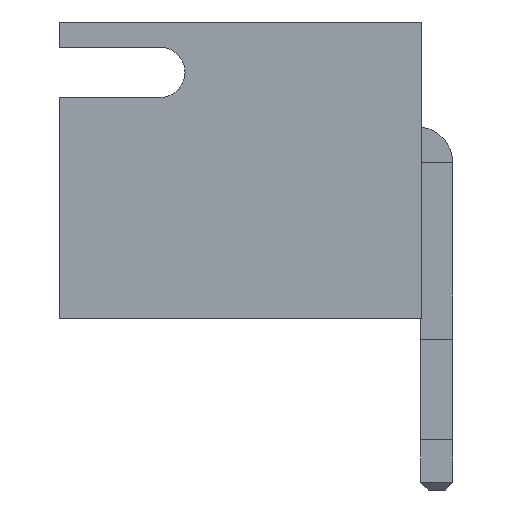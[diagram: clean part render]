
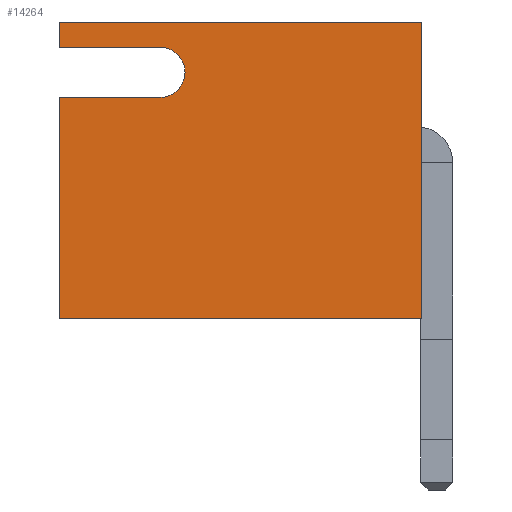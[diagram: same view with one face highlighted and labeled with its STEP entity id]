
A CAD part, left-side view. The second image highlights one B-rep face of the part: STEP entity #14264.
In plain terms, the highlighted planar face has unit normal (-1, 0, 0).
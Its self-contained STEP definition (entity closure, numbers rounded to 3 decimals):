
#748 = VERTEX_POINT ( 'NONE', #18073 ) ;
#1116 = CARTESIAN_POINT ( 'NONE',  ( -3.75, 5.6, 2.45 ) ) ;
#1674 = VERTEX_POINT ( 'NONE', #3759 ) ;
#1947 = DIRECTION ( 'NONE',  ( 0., -1., 0. ) ) ;
#3238 = PLANE ( 'NONE',  #8470 ) ;
#3249 = VERTEX_POINT ( 'NONE', #9586 ) ;
#3449 = VECTOR ( 'NONE', #18206, 1000. ) ;
#3634 = VECTOR ( 'NONE', #4335, 1000. ) ;
#3759 = CARTESIAN_POINT ( 'NONE',  ( -3.75, -3.6, -2.95 ) ) ;
#4088 = DIRECTION ( 'NONE',  ( 0., -1., 0. ) ) ;
#4335 = DIRECTION ( 'NONE',  ( 0., 0., -1. ) ) ;
#4379 = DIRECTION ( 'NONE',  ( -1., 0., 0. ) ) ;
#4798 = EDGE_CURVE ( 'NONE', #11947, #16105, #5572, .T. ) ;
#4826 = VECTOR ( 'NONE', #18516, 1000. ) ;
#4881 = VERTEX_POINT ( 'NONE', #12413 ) ;
#5036 = LINE ( 'NONE', #14138, #7140 ) ;
#5105 = CARTESIAN_POINT ( 'NONE',  ( -3.75, 1.6, 1.95 ) ) ;
#5191 = CARTESIAN_POINT ( 'NONE',  ( -3.75, 5.6, 1.45 ) ) ;
#5231 = ORIENTED_EDGE ( 'NONE', *, *, #12692, .T. ) ;
#5262 = DIRECTION ( 'NONE',  ( 0., 0., -1. ) ) ;
#5572 = LINE ( 'NONE', #1116, #3449 ) ;
#5727 = ORIENTED_EDGE ( 'NONE', *, *, #12669, .F. ) ;
#5884 = LINE ( 'NONE', #19577, #3634 ) ;
#5963 = CARTESIAN_POINT ( 'NONE',  ( -3.75, 1.6, 2.45 ) ) ;
#6022 = ORIENTED_EDGE ( 'NONE', *, *, #15173, .F. ) ;
#6519 = EDGE_CURVE ( 'NONE', #16847, #14313, #9978, .T. ) ;
#6538 = CARTESIAN_POINT ( 'NONE',  ( -3.75, 1.6, 1.45 ) ) ;
#7140 = VECTOR ( 'NONE', #9617, 1000. ) ;
#7684 = CARTESIAN_POINT ( 'NONE',  ( -3.75, 3.6, 2.95 ) ) ;
#7778 = AXIS2_PLACEMENT_3D ( 'NONE', #14137, #19030, #1947 ) ;
#7855 = CARTESIAN_POINT ( 'NONE',  ( -3.75, 3.6, 2.95 ) ) ;
#8158 = CIRCLE ( 'NONE', #11123, 0.5 ) ;
#8308 = LINE ( 'NONE', #19260, #11097 ) ;
#8470 = AXIS2_PLACEMENT_3D ( 'NONE', #7855, #11151, #15829 ) ;
#8671 = EDGE_CURVE ( 'NONE', #14313, #3249, #19860, .T. ) ;
#9516 = CARTESIAN_POINT ( 'NONE',  ( -3.75, 3.6, 1.45 ) ) ;
#9586 = CARTESIAN_POINT ( 'NONE',  ( -3.75, 1.1, 1.95 ) ) ;
#9617 = DIRECTION ( 'NONE',  ( 0., -1., 0. ) ) ;
#9978 = LINE ( 'NONE', #5191, #18331 ) ;
#10495 = LINE ( 'NONE', #7684, #4826 ) ;
#11029 = DIRECTION ( 'NONE',  ( 0., 0., -1. ) ) ;
#11097 = VECTOR ( 'NONE', #5262, 1000. ) ;
#11123 = AXIS2_PLACEMENT_3D ( 'NONE', #5105, #4379, #4088 ) ;
#11151 = DIRECTION ( 'NONE',  ( 1., 0., 0. ) ) ;
#11947 = VERTEX_POINT ( 'NONE', #5963 ) ;
#12413 = CARTESIAN_POINT ( 'NONE',  ( -3.75, 3.6, -2.95 ) ) ;
#12669 = EDGE_CURVE ( 'NONE', #15477, #748, #10495, .T. ) ;
#12692 = EDGE_CURVE ( 'NONE', #4881, #1674, #5036, .T. ) ;
#13273 = CARTESIAN_POINT ( 'NONE',  ( -3.75, 3.6, 2.95 ) ) ;
#13734 = VECTOR ( 'NONE', #11029, 1000. ) ;
#14137 = CARTESIAN_POINT ( 'NONE',  ( -3.75, 1.6, 1.95 ) ) ;
#14138 = CARTESIAN_POINT ( 'NONE',  ( -3.75, 3.6, -2.95 ) ) ;
#14264 = ADVANCED_FACE ( 'NONE', ( #18989 ), #3238, .F. ) ;
#14313 = VERTEX_POINT ( 'NONE', #6538 ) ;
#15173 = EDGE_CURVE ( 'NONE', #3249, #11947, #8158, .T. ) ;
#15261 = EDGE_CURVE ( 'NONE', #15477, #16105, #15610, .T. ) ;
#15477 = VERTEX_POINT ( 'NONE', #13273 ) ;
#15499 = ORIENTED_EDGE ( 'NONE', *, *, #6519, .F. ) ;
#15610 = LINE ( 'NONE', #18759, #13734 ) ;
#15829 = DIRECTION ( 'NONE',  ( 0., 0., -1. ) ) ;
#16105 = VERTEX_POINT ( 'NONE', #17909 ) ;
#16653 = EDGE_LOOP ( 'NONE', ( #19617, #18445, #6022, #19045, #15499, #17725, #5231, #19114, #5727 ) ) ;
#16795 = EDGE_CURVE ( 'NONE', #748, #1674, #5884, .T. ) ;
#16847 = VERTEX_POINT ( 'NONE', #9516 ) ;
#17311 = EDGE_CURVE ( 'NONE', #16847, #4881, #8308, .T. ) ;
#17725 = ORIENTED_EDGE ( 'NONE', *, *, #17311, .T. ) ;
#17760 = DIRECTION ( 'NONE',  ( 0., -1., 0. ) ) ;
#17909 = CARTESIAN_POINT ( 'NONE',  ( -3.75, 3.6, 2.45 ) ) ;
#18073 = CARTESIAN_POINT ( 'NONE',  ( -3.75, -3.6, 2.95 ) ) ;
#18206 = DIRECTION ( 'NONE',  ( 0., 1., 0. ) ) ;
#18331 = VECTOR ( 'NONE', #17760, 1000. ) ;
#18445 = ORIENTED_EDGE ( 'NONE', *, *, #4798, .F. ) ;
#18516 = DIRECTION ( 'NONE',  ( 0., -1., 0. ) ) ;
#18759 = CARTESIAN_POINT ( 'NONE',  ( -3.75, 3.6, 2.95 ) ) ;
#18989 = FACE_OUTER_BOUND ( 'NONE', #16653, .T. ) ;
#19030 = DIRECTION ( 'NONE',  ( -1., 0., 0. ) ) ;
#19045 = ORIENTED_EDGE ( 'NONE', *, *, #8671, .F. ) ;
#19114 = ORIENTED_EDGE ( 'NONE', *, *, #16795, .F. ) ;
#19260 = CARTESIAN_POINT ( 'NONE',  ( -3.75, 3.6, 2.95 ) ) ;
#19577 = CARTESIAN_POINT ( 'NONE',  ( -3.75, -3.6, 2.95 ) ) ;
#19617 = ORIENTED_EDGE ( 'NONE', *, *, #15261, .T. ) ;
#19860 = CIRCLE ( 'NONE', #7778, 0.5 ) ;
